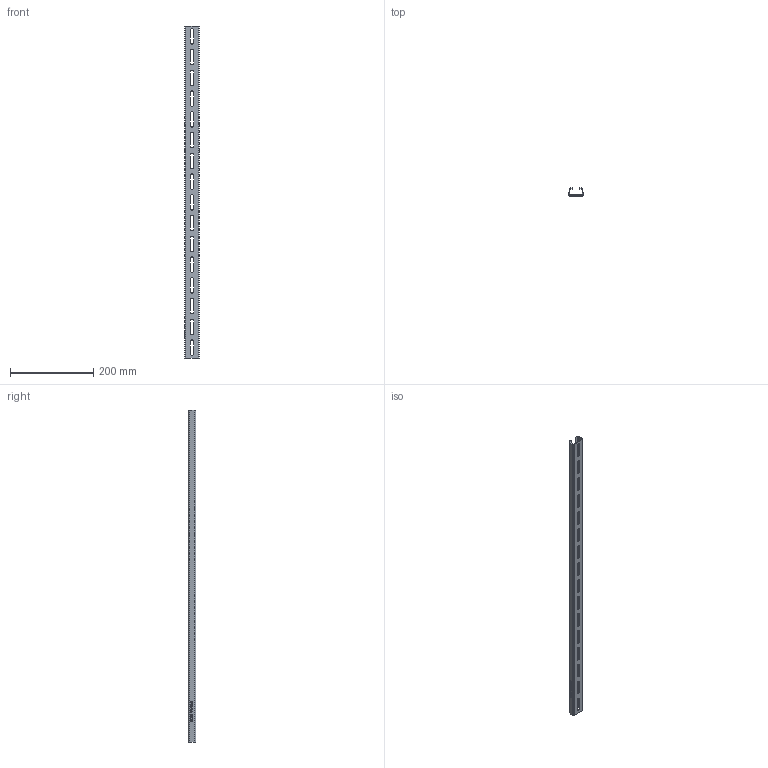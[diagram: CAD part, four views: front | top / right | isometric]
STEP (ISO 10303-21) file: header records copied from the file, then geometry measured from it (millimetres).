
FILE_DESCRIPTION (( 'STEP AP214' ), '1' );
FILE_NAME ('1119678_KSTP1.stp', '2018-07-27T10:49:19', ( '' ), ( '' ), 'SwSTEP 2.0', 'SolidWorks 2016', '' );
FILE_SCHEMA (( 'AUTOMOTIVE_DESIGN' ));
Length unit declared in the file: millimetre
Products named in the file (1): 1119678_KSTP1
Bounding box: 34.97 x 18 x 800 mm (x, y, z)
Volume: 84093.8 mm3; surface area: 116900.8 mm2
Topology: 1 solids, 1 shells, 250 faces, 655 edges, 426 vertices
Faces by surface type: plane 143, cylinder 58, bspline 49
Entity records: 10046 total; most frequent: CARTESIAN_POINT 4036, ORIENTED_EDGE 1310, DIRECTION 1077, EDGE_CURVE 655, VECTOR 441, LINE 441, VERTEX_POINT 426, AXIS2_PLACEMENT_3D 318
